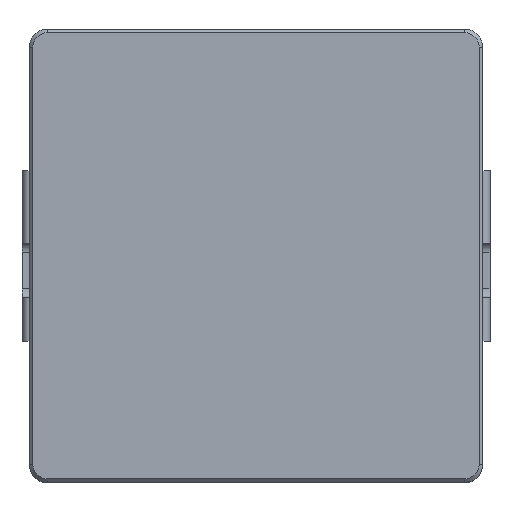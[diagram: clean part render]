
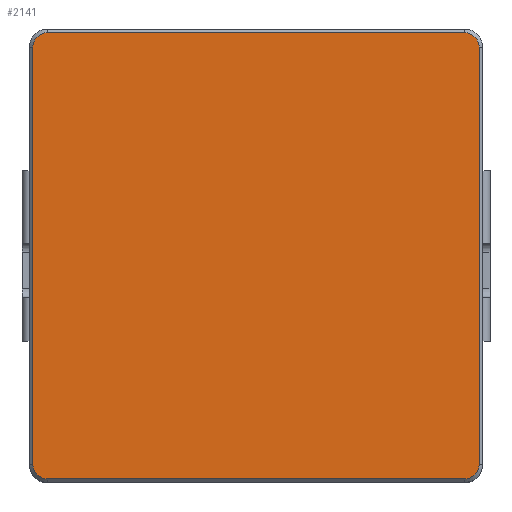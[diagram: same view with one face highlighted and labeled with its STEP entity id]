
A CAD part, top view. The second image highlights one B-rep face of the part: STEP entity #2141.
In plain terms, the highlighted planar face has unit normal (0, 0, 1).
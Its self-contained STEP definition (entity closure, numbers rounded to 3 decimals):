
#68 = VERTEX_POINT ( 'NONE', #4868 ) ;
#119 = EDGE_CURVE ( 'NONE', #2325, #6076, #7266, .T. ) ;
#232 = CARTESIAN_POINT ( 'NONE',  ( -5.75, 5.75, 6.3 ) ) ;
#315 = DIRECTION ( 'NONE',  ( 0., 1., 0. ) ) ;
#323 = EDGE_LOOP ( 'NONE', ( #2562, #7280, #796, #2538, #7016, #776, #1376, #3661 ) ) ;
#335 = AXIS2_PLACEMENT_3D ( 'NONE', #4855, #7326, #4819 ) ;
#543 = DIRECTION ( 'NONE',  ( 0., -1., 0. ) ) ;
#776 = ORIENTED_EDGE ( 'NONE', *, *, #5691, .T. ) ;
#796 = ORIENTED_EDGE ( 'NONE', *, *, #5793, .T. ) ;
#950 = EDGE_CURVE ( 'NONE', #68, #3226, #7842, .T. ) ;
#1026 = CARTESIAN_POINT ( 'NONE',  ( -5.75, -5.75, 6.3 ) ) ;
#1108 = CARTESIAN_POINT ( 'NONE',  ( 0., 6.15, 6.3 ) ) ;
#1150 = VERTEX_POINT ( 'NONE', #1473 ) ;
#1257 = DIRECTION ( 'NONE',  ( -1., 0., 0. ) ) ;
#1284 = DIRECTION ( 'NONE',  ( -1., 0., 0. ) ) ;
#1301 = PLANE ( 'NONE',  #335 ) ;
#1376 = ORIENTED_EDGE ( 'NONE', *, *, #119, .T. ) ;
#1473 = CARTESIAN_POINT ( 'NONE',  ( 6.15, -5.75, 6.3 ) ) ;
#1483 = DIRECTION ( 'NONE',  ( 0., 1., 0. ) ) ;
#1769 = CARTESIAN_POINT ( 'NONE',  ( 5.75, 5.75, 6.3 ) ) ;
#1885 = EDGE_CURVE ( 'NONE', #6076, #5825, #4428, .T. ) ;
#1904 = CARTESIAN_POINT ( 'NONE',  ( -6.15, 5.75, 6.3 ) ) ;
#2128 = CARTESIAN_POINT ( 'NONE',  ( -5.75, 6.15, 6.3 ) ) ;
#2141 = ADVANCED_FACE ( 'NONE', ( #3112 ), #1301, .T. ) ;
#2168 = AXIS2_PLACEMENT_3D ( 'NONE', #232, #3391, #1483 ) ;
#2255 = CARTESIAN_POINT ( 'NONE',  ( -6.15, -5.75, 6.3 ) ) ;
#2267 = AXIS2_PLACEMENT_3D ( 'NONE', #1026, #3562, #3521 ) ;
#2276 = LINE ( 'NONE', #1108, #2804 ) ;
#2325 = VERTEX_POINT ( 'NONE', #1904 ) ;
#2351 = EDGE_CURVE ( 'NONE', #5825, #4159, #7248, .T. ) ;
#2528 = CIRCLE ( 'NONE', #7750, 0.4 ) ;
#2538 = ORIENTED_EDGE ( 'NONE', *, *, #950, .T. ) ;
#2562 = ORIENTED_EDGE ( 'NONE', *, *, #2351, .T. ) ;
#2804 = VECTOR ( 'NONE', #7297, 1000. ) ;
#3112 = FACE_OUTER_BOUND ( 'NONE', #323, .T. ) ;
#3226 = VERTEX_POINT ( 'NONE', #3508 ) ;
#3350 = CARTESIAN_POINT ( 'NONE',  ( 6.15, 0., 6.3 ) ) ;
#3391 = DIRECTION ( 'NONE',  ( 0., 0., 1. ) ) ;
#3508 = CARTESIAN_POINT ( 'NONE',  ( 5.75, 6.15, 6.3 ) ) ;
#3521 = DIRECTION ( 'NONE',  ( 0., 1., 0. ) ) ;
#3562 = DIRECTION ( 'NONE',  ( 0., 0., 1. ) ) ;
#3661 = ORIENTED_EDGE ( 'NONE', *, *, #1885, .T. ) ;
#4159 = VERTEX_POINT ( 'NONE', #7259 ) ;
#4342 = VECTOR ( 'NONE', #315, 1000. ) ;
#4428 = CIRCLE ( 'NONE', #2267, 0.4 ) ;
#4819 = DIRECTION ( 'NONE',  ( 0., -1., 0. ) ) ;
#4855 = CARTESIAN_POINT ( 'NONE',  ( 0., 0., 6.3 ) ) ;
#4868 = CARTESIAN_POINT ( 'NONE',  ( 6.15, 5.75, 6.3 ) ) ;
#4892 = CARTESIAN_POINT ( 'NONE',  ( 5.75, -5.75, 6.3 ) ) ;
#4908 = CARTESIAN_POINT ( 'NONE',  ( -6.15, 0., 6.3 ) ) ;
#5453 = EDGE_CURVE ( 'NONE', #4159, #1150, #2528, .T. ) ;
#5525 = VERTEX_POINT ( 'NONE', #2128 ) ;
#5540 = VECTOR ( 'NONE', #543, 1000. ) ;
#5691 = EDGE_CURVE ( 'NONE', #5525, #2325, #7368, .T. ) ;
#5793 = EDGE_CURVE ( 'NONE', #1150, #68, #5809, .T. ) ;
#5809 = LINE ( 'NONE', #3350, #4342 ) ;
#5825 = VERTEX_POINT ( 'NONE', #6871 ) ;
#6076 = VERTEX_POINT ( 'NONE', #2255 ) ;
#6096 = DIRECTION ( 'NONE',  ( 1., 0., 0. ) ) ;
#6336 = VECTOR ( 'NONE', #6096, 1000. ) ;
#6754 = DIRECTION ( 'NONE',  ( 0., 0., 1. ) ) ;
#6767 = DIRECTION ( 'NONE',  ( 0., 0., 1. ) ) ;
#6871 = CARTESIAN_POINT ( 'NONE',  ( -5.75, -6.15, 6.3 ) ) ;
#7016 = ORIENTED_EDGE ( 'NONE', *, *, #7021, .T. ) ;
#7021 = EDGE_CURVE ( 'NONE', #3226, #5525, #2276, .T. ) ;
#7248 = LINE ( 'NONE', #7886, #6336 ) ;
#7259 = CARTESIAN_POINT ( 'NONE',  ( 5.75, -6.15, 6.3 ) ) ;
#7266 = LINE ( 'NONE', #4908, #5540 ) ;
#7280 = ORIENTED_EDGE ( 'NONE', *, *, #5453, .T. ) ;
#7297 = DIRECTION ( 'NONE',  ( -1., 0., 0. ) ) ;
#7326 = DIRECTION ( 'NONE',  ( 0., 0., 1. ) ) ;
#7368 = CIRCLE ( 'NONE', #2168, 0.4 ) ;
#7607 = AXIS2_PLACEMENT_3D ( 'NONE', #1769, #6754, #1284 ) ;
#7750 = AXIS2_PLACEMENT_3D ( 'NONE', #4892, #6767, #1257 ) ;
#7842 = CIRCLE ( 'NONE', #7607, 0.4 ) ;
#7886 = CARTESIAN_POINT ( 'NONE',  ( 0., -6.15, 6.3 ) ) ;
